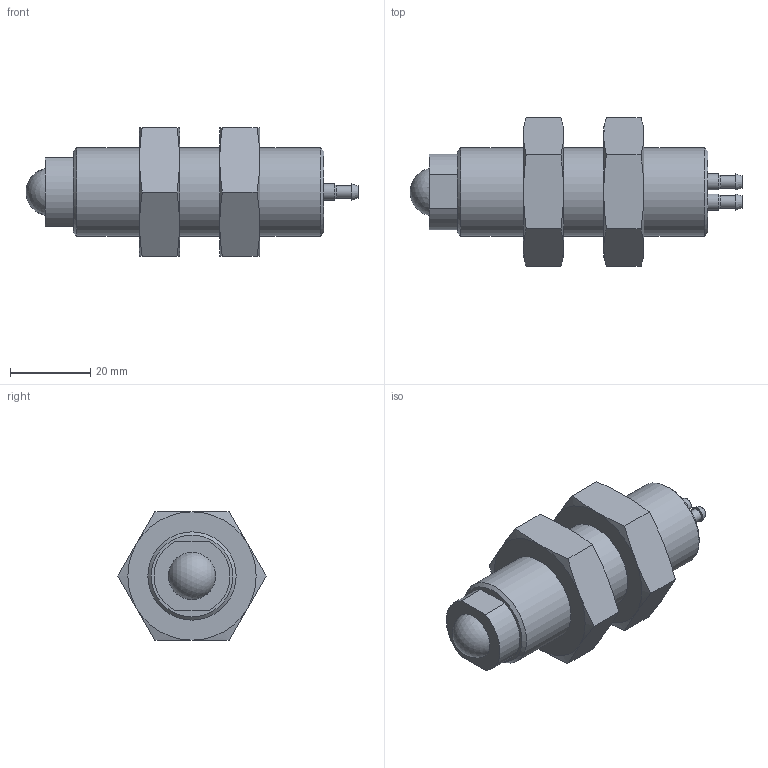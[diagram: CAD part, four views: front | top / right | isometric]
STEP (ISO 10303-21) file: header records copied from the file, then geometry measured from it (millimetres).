
FILE_DESCRIPTION(/* description */ ('STEP AP214'),/* implementation_level */ '2;1');
FILE_NAME(/* name */ '10033_SDK-4-PK-3',/* time_stamp */ '2024-09-15T00:30:11+02:00',/* author */ ('License CC BY-ND 4.0'),/* organization */ ('CADENAS'),/* preprocessor_version */ 'ST-DEVELOPER v19.3',/* originating_system */ 'PARTsolutions',/* authorisation */ ' ');
FILE_SCHEMA (('AUTOMOTIVE_DESIGN {1 0 10303 214 3 1 1}'));
Length unit declared in the file: millimetre
Products named in the file (1): 10033 SDK-4-PK-3(0)
Bounding box: 82.8 x 36.95 x 32 mm (x, y, z)
Volume: 36028.5 mm3; surface area: 8873.6 mm2
Topology: 1 solids, 2 shells, 73 faces, 145 edges, 88 vertices
Faces by surface type: cone 30, plane 28, cylinder 13, sphere 2
Full cylindrical faces by diameter (mm): 2 x2, 3.022 x2, 4 x2, 11.76 x2, 22 x3
Entity records: 1836 total; most frequent: CARTESIAN_POINT 428, DIRECTION 282, ORIENTED_EDGE 250, AXIS2_PLACEMENT_3D 131, EDGE_CURVE 125, EDGE_LOOP 104, FACE_BOUND 104, VERTEX_POINT 85
